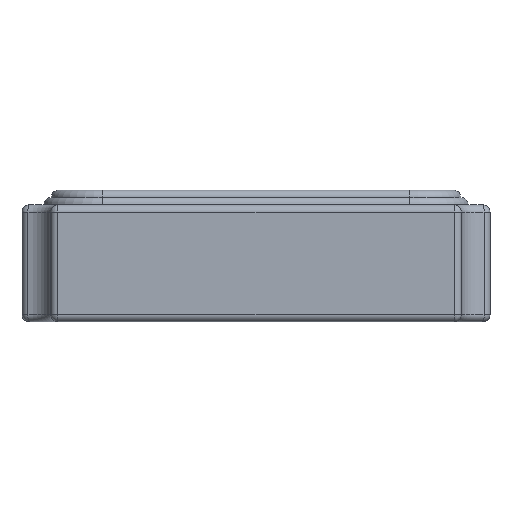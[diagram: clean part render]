
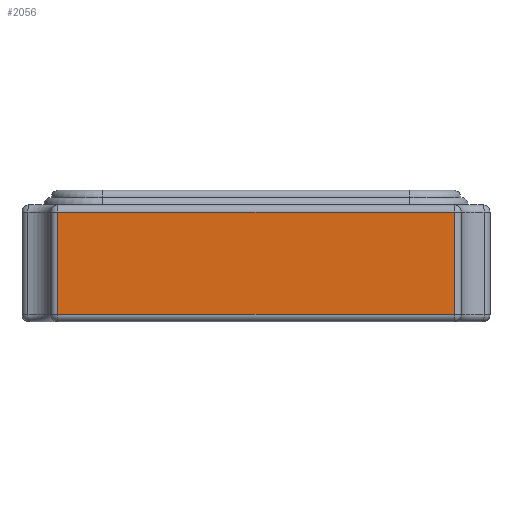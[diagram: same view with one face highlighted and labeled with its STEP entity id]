
A CAD part, front view. The second image highlights one B-rep face of the part: STEP entity #2056.
In plain terms, the highlighted planar face has unit normal (0, -1, 0).
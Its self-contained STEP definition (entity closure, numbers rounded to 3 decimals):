
#141=PLANE('',#2229);
#214=LINE('',#2897,#334);
#219=LINE('',#2928,#339);
#220=LINE('',#2933,#340);
#222=LINE('',#2936,#342);
#334=VECTOR('',#2429,10.);
#339=VECTOR('',#2468,10.);
#340=VECTOR('',#2477,10.);
#342=VECTOR('',#2481,10.);
#528=FACE_OUTER_BOUND('',#616,.T.);
#616=EDGE_LOOP('',(#1564,#1565,#1566,#1567));
#794=VERTEX_POINT('',#2876);
#800=VERTEX_POINT('',#2893);
#805=VERTEX_POINT('',#2911);
#807=VERTEX_POINT('',#2920);
#1066=EDGE_CURVE('',#794,#800,#214,.T.);
#1082=EDGE_CURVE('',#807,#805,#219,.T.);
#1085=EDGE_CURVE('',#800,#807,#220,.T.);
#1087=EDGE_CURVE('',#805,#794,#222,.T.);
#1564=ORIENTED_EDGE('',*,*,#1082,.F.);
#1565=ORIENTED_EDGE('',*,*,#1085,.F.);
#1566=ORIENTED_EDGE('',*,*,#1066,.F.);
#1567=ORIENTED_EDGE('',*,*,#1087,.F.);
#2056=ADVANCED_FACE('',(#528),#141,.T.);
#2229=AXIS2_PLACEMENT_3D('',#3032,#2597,#2598);
#2429=DIRECTION('',(-1.,0.,0.));
#2468=DIRECTION('',(1.,0.,0.));
#2477=DIRECTION('',(0.,0.,1.));
#2481=DIRECTION('',(0.,0.,-1.));
#2597=DIRECTION('center_axis',(0.,-1.,0.));
#2598=DIRECTION('ref_axis',(1.,0.,0.));
#2876=CARTESIAN_POINT('',(1.355,-1.25,0.05));
#2893=CARTESIAN_POINT('',(-1.355,-1.25,0.05));
#2897=CARTESIAN_POINT('',(-0.8,-1.25,0.05));
#2911=CARTESIAN_POINT('',(1.355,-1.25,0.75));
#2920=CARTESIAN_POINT('',(-1.355,-1.25,0.75));
#2928=CARTESIAN_POINT('',(-0.8,-1.25,0.75));
#2933=CARTESIAN_POINT('',(-1.355,-1.25,0.8));
#2936=CARTESIAN_POINT('',(1.355,-1.25,0.8));
#3032=CARTESIAN_POINT('Origin',(-1.6,-1.25,0.));
